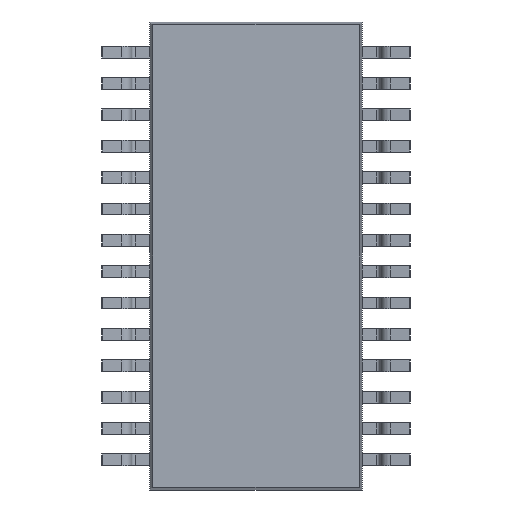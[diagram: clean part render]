
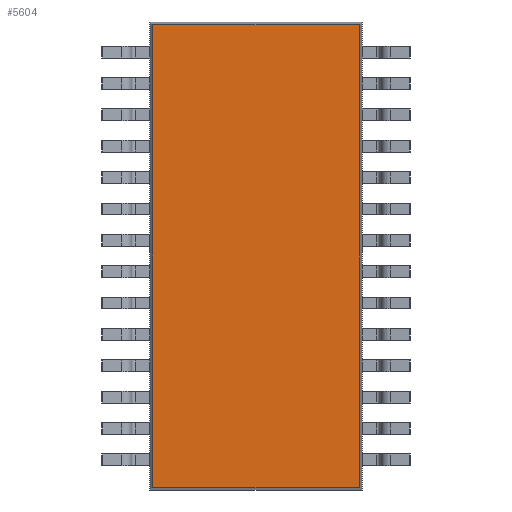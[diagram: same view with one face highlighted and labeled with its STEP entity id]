
A CAD part, front view. The second image highlights one B-rep face of the part: STEP entity #5604.
In plain terms, the highlighted planar face has unit normal (0, -1, 0).
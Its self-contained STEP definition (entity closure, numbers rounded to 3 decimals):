
#15 = VERTEX_POINT ( 'NONE', #11020 ) ;
#470 = VECTOR ( 'NONE', #11512, 1000. ) ;
#542 = EDGE_LOOP ( 'NONE', ( #12360, #3340, #8247, #6416 ) ) ;
#709 = AXIS2_PLACEMENT_3D ( 'NONE', #8245, #1318, #6192 ) ;
#923 = VERTEX_POINT ( 'NONE', #2390 ) ;
#1318 = DIRECTION ( 'NONE',  ( 0., 1., 0. ) ) ;
#1737 = VERTEX_POINT ( 'NONE', #10837 ) ;
#1988 = CARTESIAN_POINT ( 'NONE',  ( 2.2, 0.15, -4.794 ) ) ;
#2094 = LINE ( 'NONE', #10962, #7373 ) ;
#2203 = EDGE_CURVE ( 'NONE', #2351, #923, #6875, .T. ) ;
#2277 = FACE_OUTER_BOUND ( 'NONE', #542, .T. ) ;
#2351 = VERTEX_POINT ( 'NONE', #3337 ) ;
#2390 = CARTESIAN_POINT ( 'NONE',  ( 2.144, 0.15, -4.794 ) ) ;
#2915 = CARTESIAN_POINT ( 'NONE',  ( 2.144, 0.15, 4.85 ) ) ;
#3095 = VECTOR ( 'NONE', #10536, 1000. ) ;
#3337 = CARTESIAN_POINT ( 'NONE',  ( -2.144, 0.15, -4.794 ) ) ;
#3340 = ORIENTED_EDGE ( 'NONE', *, *, #2203, .T. ) ;
#4282 = PLANE ( 'NONE',  #709 ) ;
#5604 = ADVANCED_FACE ( 'NONE', ( #2277 ), #4282, .F. ) ;
#6135 = DIRECTION ( 'NONE',  ( 0., 0., -1. ) ) ;
#6192 = DIRECTION ( 'NONE',  ( 0., 0., 1. ) ) ;
#6416 = ORIENTED_EDGE ( 'NONE', *, *, #11893, .T. ) ;
#6875 = LINE ( 'NONE', #1988, #3095 ) ;
#7356 = VECTOR ( 'NONE', #11860, 1000. ) ;
#7373 = VECTOR ( 'NONE', #6135, 1000. ) ;
#8245 = CARTESIAN_POINT ( 'NONE',  ( 0., 0.15, 0. ) ) ;
#8247 = ORIENTED_EDGE ( 'NONE', *, *, #10544, .T. ) ;
#8852 = CARTESIAN_POINT ( 'NONE',  ( -2.2, 0.15, 4.794 ) ) ;
#8928 = LINE ( 'NONE', #8852, #7356 ) ;
#10536 = DIRECTION ( 'NONE',  ( 1., 0., 0. ) ) ;
#10544 = EDGE_CURVE ( 'NONE', #923, #15, #10752, .T. ) ;
#10752 = LINE ( 'NONE', #2915, #470 ) ;
#10837 = CARTESIAN_POINT ( 'NONE',  ( -2.144, 0.15, 4.794 ) ) ;
#10962 = CARTESIAN_POINT ( 'NONE',  ( -2.144, 0.15, -4.85 ) ) ;
#11020 = CARTESIAN_POINT ( 'NONE',  ( 2.144, 0.15, 4.794 ) ) ;
#11512 = DIRECTION ( 'NONE',  ( 0., 0., 1. ) ) ;
#11860 = DIRECTION ( 'NONE',  ( -1., 0., 0. ) ) ;
#11893 = EDGE_CURVE ( 'NONE', #15, #1737, #8928, .T. ) ;
#12338 = EDGE_CURVE ( 'NONE', #1737, #2351, #2094, .T. ) ;
#12360 = ORIENTED_EDGE ( 'NONE', *, *, #12338, .T. ) ;
